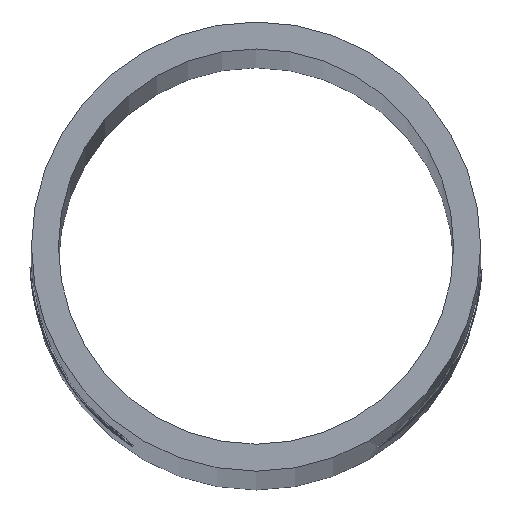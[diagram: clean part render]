
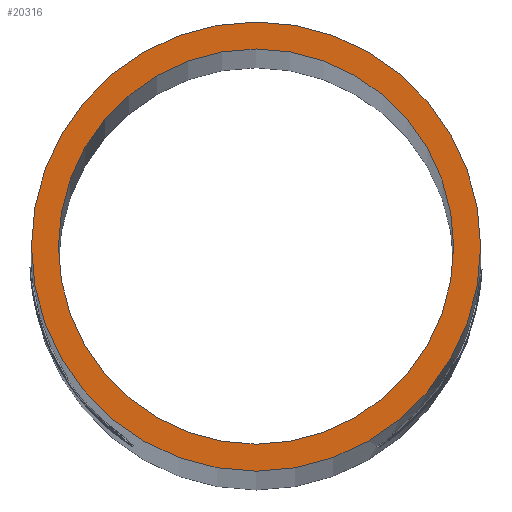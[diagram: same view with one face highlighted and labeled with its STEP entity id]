
A CAD part, top view. The second image highlights one B-rep face of the part: STEP entity #20316.
In plain terms, the highlighted planar face has unit normal (0, 0, 1).
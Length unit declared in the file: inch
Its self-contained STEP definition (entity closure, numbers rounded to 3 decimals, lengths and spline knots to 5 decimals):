
#433 = DIRECTION ( 'NONE',  ( -1., 0., 0. ) ) ;
#1219 = ORIENTED_EDGE ( 'NONE', *, *, #25335, .F. ) ;
#1255 = EDGE_LOOP ( 'NONE', ( #24502, #29963 ) ) ;
#3324 = DIRECTION ( 'NONE',  ( 0., 0., 1. ) ) ;
#3833 = CARTESIAN_POINT ( 'NONE',  ( -0.49213, 0., 11.81102 ) ) ;
#5679 = CARTESIAN_POINT ( 'NONE',  ( 0., 0., 11.81102 ) ) ;
#7583 = CARTESIAN_POINT ( 'NONE',  ( 0., 0., 11.81102 ) ) ;
#8242 = CIRCLE ( 'NONE', #38824, 0.49213 ) ;
#8779 = DIRECTION ( 'NONE',  ( 1., 0., 0. ) ) ;
#9110 = EDGE_LOOP ( 'NONE', ( #21781, #1219 ) ) ;
#10160 = CIRCLE ( 'NONE', #39301, 0.49213 ) ;
#10681 = DIRECTION ( 'NONE',  ( 1., 0., 0. ) ) ;
#11673 = DIRECTION ( 'NONE',  ( 0., 0., -1. ) ) ;
#12242 = EDGE_CURVE ( 'NONE', #27136, #35244, #16511, .T. ) ;
#12819 = CIRCLE ( 'NONE', #15216, 0.43307 ) ;
#13656 = VERTEX_POINT ( 'NONE', #3833 ) ;
#15216 = AXIS2_PLACEMENT_3D ( 'NONE', #21748, #3324, #24820 ) ;
#15776 = CARTESIAN_POINT ( 'NONE',  ( -0.43307, 0., 11.81102 ) ) ;
#15790 = AXIS2_PLACEMENT_3D ( 'NONE', #37111, #18939, #433 ) ;
#16024 = EDGE_CURVE ( 'NONE', #35244, #27136, #12819, .T. ) ;
#16511 = CIRCLE ( 'NONE', #23485, 0.43307 ) ;
#16844 = FACE_BOUND ( 'NONE', #1255, .T. ) ;
#17903 = EDGE_CURVE ( 'NONE', #21040, #13656, #8242, .T. ) ;
#18939 = DIRECTION ( 'NONE',  ( 0., 0., -1. ) ) ;
#20316 = ADVANCED_FACE ( 'NONE', ( #16844, #24935 ), #21866, .F. ) ;
#21040 = VERTEX_POINT ( 'NONE', #38522 ) ;
#21748 = CARTESIAN_POINT ( 'NONE',  ( 0., 0., 11.81102 ) ) ;
#21781 = ORIENTED_EDGE ( 'NONE', *, *, #17903, .F. ) ;
#21866 = PLANE ( 'NONE',  #15790 ) ;
#23485 = AXIS2_PLACEMENT_3D ( 'NONE', #5679, #27091, #8779 ) ;
#24502 = ORIENTED_EDGE ( 'NONE', *, *, #16024, .F. ) ;
#24820 = DIRECTION ( 'NONE',  ( 1., 0., 0. ) ) ;
#24935 = FACE_OUTER_BOUND ( 'NONE', #9110, .T. ) ;
#25335 = EDGE_CURVE ( 'NONE', #13656, #21040, #10160, .T. ) ;
#27091 = DIRECTION ( 'NONE',  ( 0., 0., 1. ) ) ;
#27136 = VERTEX_POINT ( 'NONE', #15776 ) ;
#28976 = DIRECTION ( 'NONE',  ( 0., 0., -1. ) ) ;
#29946 = CARTESIAN_POINT ( 'NONE',  ( 0., 0., 11.81102 ) ) ;
#29963 = ORIENTED_EDGE ( 'NONE', *, *, #12242, .F. ) ;
#32990 = DIRECTION ( 'NONE',  ( 1., 0., 0. ) ) ;
#35244 = VERTEX_POINT ( 'NONE', #37828 ) ;
#37111 = CARTESIAN_POINT ( 'NONE',  ( 0., 0., 11.81102 ) ) ;
#37828 = CARTESIAN_POINT ( 'NONE',  ( 0.43307, 0., 11.81102 ) ) ;
#38522 = CARTESIAN_POINT ( 'NONE',  ( 0.49213, 0., 11.81102 ) ) ;
#38824 = AXIS2_PLACEMENT_3D ( 'NONE', #7583, #28976, #10681 ) ;
#39301 = AXIS2_PLACEMENT_3D ( 'NONE', #29946, #11673, #32990 ) ;
